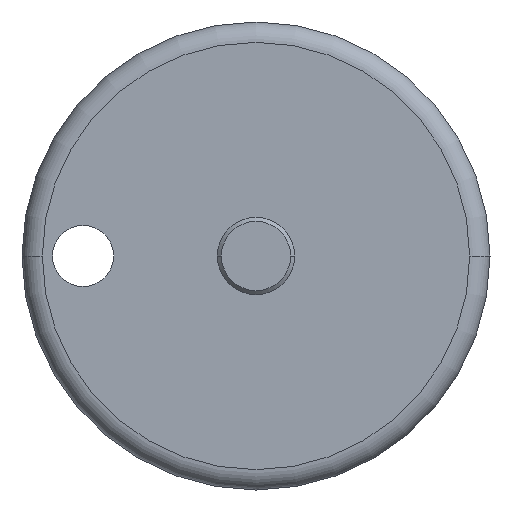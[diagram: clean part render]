
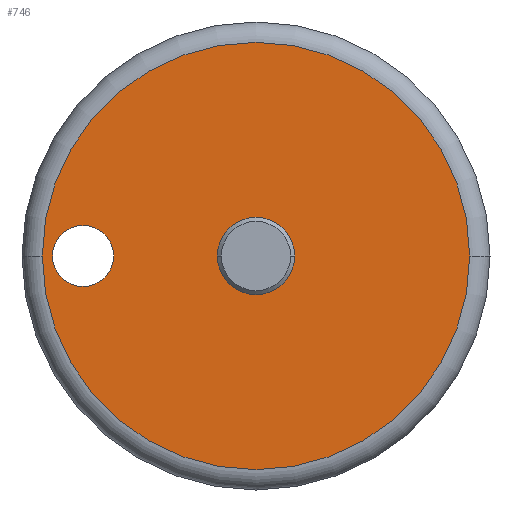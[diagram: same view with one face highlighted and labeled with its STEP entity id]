
A CAD part, left-side view. The second image highlights one B-rep face of the part: STEP entity #746.
In plain terms, the highlighted planar face has unit normal (-1, 0, 0).
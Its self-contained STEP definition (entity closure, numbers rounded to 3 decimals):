
#13 = EDGE_LOOP ( 'NONE', ( #309, #624 ) ) ;
#32 = CARTESIAN_POINT ( 'NONE',  ( -62.681, 10.721, 0. ) ) ;
#52 = DIRECTION ( 'NONE',  ( -1., 0., 0. ) ) ;
#62 = EDGE_LOOP ( 'NONE', ( #378, #564 ) ) ;
#83 = PLANE ( 'NONE',  #188 ) ;
#99 = DIRECTION ( 'NONE',  ( 1., 0., 0. ) ) ;
#124 = AXIS2_PLACEMENT_3D ( 'NONE', #998, #276, #195 ) ;
#135 = DIRECTION ( 'NONE',  ( 0., 1., 0. ) ) ;
#141 = VERTEX_POINT ( 'NONE', #618 ) ;
#156 = EDGE_CURVE ( 'NONE', #548, #870, #893, .T. ) ;
#179 = EDGE_CURVE ( 'NONE', #380, #899, #705, .T. ) ;
#188 = AXIS2_PLACEMENT_3D ( 'NONE', #655, #99, #975 ) ;
#190 = CARTESIAN_POINT ( 'NONE',  ( -62.681, -1.179, 0. ) ) ;
#195 = DIRECTION ( 'NONE',  ( 0., 1., 0. ) ) ;
#197 = EDGE_CURVE ( 'NONE', #899, #380, #615, .T. ) ;
#215 = AXIS2_PLACEMENT_3D ( 'NONE', #388, #52, #135 ) ;
#216 = ORIENTED_EDGE ( 'NONE', *, *, #342, .T. ) ;
#237 = EDGE_CURVE ( 'NONE', #870, #548, #826, .T. ) ;
#276 = DIRECTION ( 'NONE',  ( 1., 0., 0. ) ) ;
#286 = DIRECTION ( 'NONE',  ( 1., 0., 0. ) ) ;
#300 = CARTESIAN_POINT ( 'NONE',  ( -62.681, 7.721, 0. ) ) ;
#309 = ORIENTED_EDGE ( 'NONE', *, *, #237, .T. ) ;
#331 = FACE_BOUND ( 'NONE', #13, .T. ) ;
#342 = EDGE_CURVE ( 'NONE', #141, #792, #515, .T. ) ;
#343 = AXIS2_PLACEMENT_3D ( 'NONE', #1007, #357, #605 ) ;
#357 = DIRECTION ( 'NONE',  ( -1., 0., 0. ) ) ;
#378 = ORIENTED_EDGE ( 'NONE', *, *, #179, .F. ) ;
#380 = VERTEX_POINT ( 'NONE', #190 ) ;
#388 = CARTESIAN_POINT ( 'NONE',  ( -62.681, 0.721, 0. ) ) ;
#432 = CARTESIAN_POINT ( 'NONE',  ( -62.681, 11.221, 0. ) ) ;
#443 = CARTESIAN_POINT ( 'NONE',  ( -62.681, 9.221, 0. ) ) ;
#498 = EDGE_CURVE ( 'NONE', #792, #141, #1028, .T. ) ;
#515 = CIRCLE ( 'NONE', #609, 10.5 ) ;
#548 = VERTEX_POINT ( 'NONE', #300 ) ;
#564 = ORIENTED_EDGE ( 'NONE', *, *, #197, .F. ) ;
#581 = FACE_BOUND ( 'NONE', #62, .T. ) ;
#585 = ORIENTED_EDGE ( 'NONE', *, *, #498, .T. ) ;
#597 = DIRECTION ( 'NONE',  ( 0., -1., 0. ) ) ;
#605 = DIRECTION ( 'NONE',  ( 0., -1., 0. ) ) ;
#609 = AXIS2_PLACEMENT_3D ( 'NONE', #895, #667, #734 ) ;
#610 = DIRECTION ( 'NONE',  ( -1., 0., 0. ) ) ;
#613 = CARTESIAN_POINT ( 'NONE',  ( -62.681, 2.621, 0. ) ) ;
#615 = CIRCLE ( 'NONE', #724, 1.9 ) ;
#618 = CARTESIAN_POINT ( 'NONE',  ( -62.681, -9.779, 0. ) ) ;
#624 = ORIENTED_EDGE ( 'NONE', *, *, #156, .T. ) ;
#655 = CARTESIAN_POINT ( 'NONE',  ( -62.681, 12.221, 0. ) ) ;
#667 = DIRECTION ( 'NONE',  ( -1., 0., 0. ) ) ;
#705 = CIRCLE ( 'NONE', #343, 1.9 ) ;
#722 = AXIS2_PLACEMENT_3D ( 'NONE', #443, #286, #999 ) ;
#724 = AXIS2_PLACEMENT_3D ( 'NONE', #1004, #610, #597 ) ;
#734 = DIRECTION ( 'NONE',  ( 0., 1., 0. ) ) ;
#746 = ADVANCED_FACE ( 'NONE', ( #331, #961, #581 ), #83, .F. ) ;
#792 = VERTEX_POINT ( 'NONE', #432 ) ;
#826 = CIRCLE ( 'NONE', #722, 1.5 ) ;
#870 = VERTEX_POINT ( 'NONE', #32 ) ;
#893 = CIRCLE ( 'NONE', #124, 1.5 ) ;
#895 = CARTESIAN_POINT ( 'NONE',  ( -62.681, 0.721, 0. ) ) ;
#899 = VERTEX_POINT ( 'NONE', #613 ) ;
#935 = EDGE_LOOP ( 'NONE', ( #585, #216 ) ) ;
#961 = FACE_OUTER_BOUND ( 'NONE', #935, .T. ) ;
#975 = DIRECTION ( 'NONE',  ( 0., 1., 0. ) ) ;
#998 = CARTESIAN_POINT ( 'NONE',  ( -62.681, 9.221, 0. ) ) ;
#999 = DIRECTION ( 'NONE',  ( 0., 1., 0. ) ) ;
#1004 = CARTESIAN_POINT ( 'NONE',  ( -62.681, 0.721, 0. ) ) ;
#1007 = CARTESIAN_POINT ( 'NONE',  ( -62.681, 0.721, 0. ) ) ;
#1028 = CIRCLE ( 'NONE', #215, 10.5 ) ;
